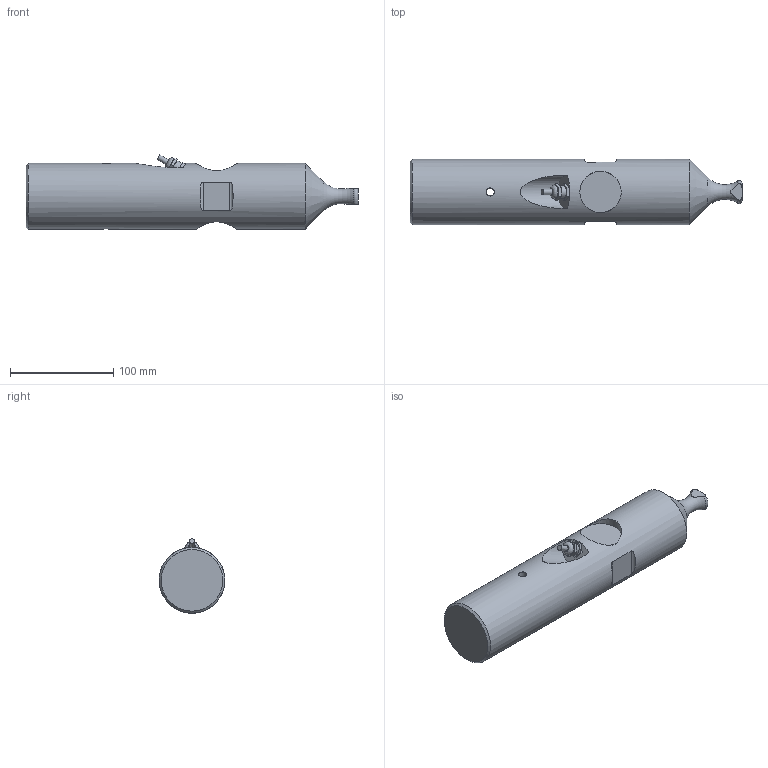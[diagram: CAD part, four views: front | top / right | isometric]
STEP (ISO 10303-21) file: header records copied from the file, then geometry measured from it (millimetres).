
FILE_DESCRIPTION(/* description */ (''),/* implementation_level */ '2;1');
FILE_NAME(/* name */ '563WS-10klb v2.step',/* time_stamp */ '2020-02-05T14:13:58-08:00',/* author */ (''),/* organization */ (''),/* preprocessor_version */ 'ST-DEVELOPER v18',/* originating_system */ 'Autodesk Translation Framework v8.12.0.6',/* authorisation */ '');
FILE_SCHEMA (('AUTOMOTIVE_DESIGN { 1 0 10303 214 3 1 1 }'));
Length unit declared in the file: inch
Products named in the file (2): 563WS-10klb; Connector
Assembly tree (1 placements, depth 2):
  563WS-10klb
    Connector
Bounding box: 320.8 x 63.5 x 71.85 mm (x, y, z)
Volume: 863478.2 mm3; surface area: 67869.4 mm2
Topology: 2 solids, 2 shells, 123 faces, 310 edges, 198 vertices
Faces by surface type: cylinder 80, plane 33, cone 4, bspline 3, torus 3
Full cylindrical faces by diameter (mm): 3.416 x30, 4.166 x32, 5.1 x1, 7.874 x1, 10 x1, 12 x2, 13 x1, 40 x2, 63.5 x1
Entity records: 6942 total; most frequent: CARTESIAN_POINT 4185, ORIENTED_EDGE 616, DIRECTION 462, EDGE_CURVE 308, VERTEX_POINT 198, AXIS2_PLACEMENT_3D 166, B_SPLINE_CURVE_WITH_KNOTS 135, EDGE_LOOP 134
